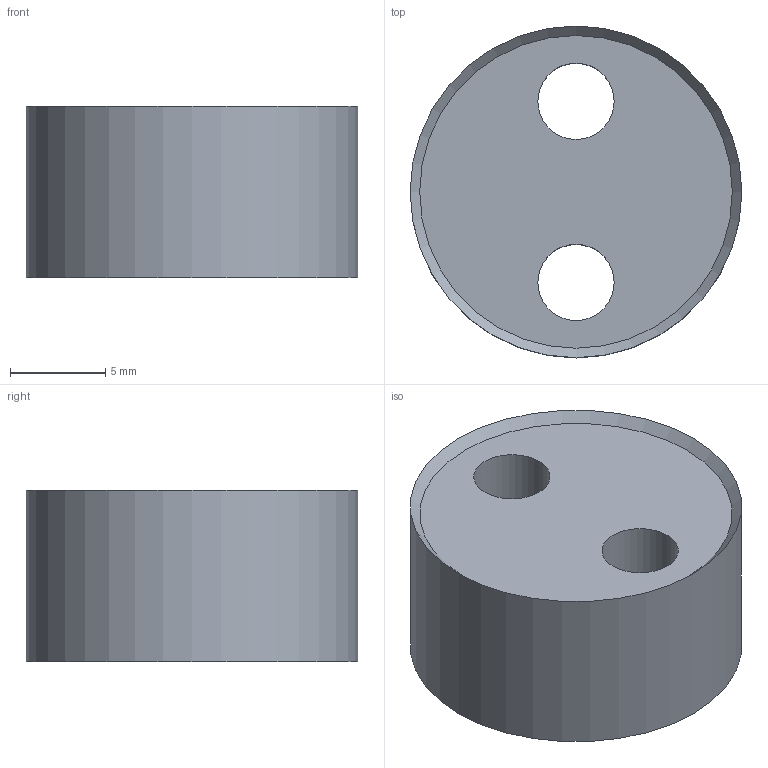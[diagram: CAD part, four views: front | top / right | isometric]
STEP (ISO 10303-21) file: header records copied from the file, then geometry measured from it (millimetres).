
FILE_DESCRIPTION(/* description */ ('Mehrfachdichteinsatz für Euro-Top D= 17,4mm; 2x4,0'),/* implementation_level */ '2;1');
FILE_NAME(/* name */ '05616240-RST.stp',/* time_stamp */ '2020-10-06T12:09:05+02:00',/* author */ ('sl'),/* organization */ (''),/* preprocessor_version */ 'ST-DEVELOPER v16.5',/* originating_system */ 'Autodesk Inventor 2017',/* authorisation */ '');
FILE_SCHEMA (('AUTOMOTIVE_DESIGN { 1 0 10303 214 3 1 1 }'));
Length unit declared in the file: millimetre
Products named in the file (1): 05616240
Bounding box: 17.4 x 17.4 x 9 mm (x, y, z)
Volume: 1814.3 mm3; surface area: 1141.9 mm2
Topology: 1 solids, 1 shells, 6 faces, 11 edges, 7 vertices
Faces by surface type: cylinder 3, plane 2, cone 1
Full cylindrical faces by diameter (mm): 4 x2, 17.4 x1
Entity records: 172 total; most frequent: DIRECTION 28, CARTESIAN_POINT 21, EDGE_LOOP 14, ORIENTED_EDGE 14, AXIS2_PLACEMENT_3D 14, FACE_BOUND 8, CIRCLE 7, VERTEX_POINT 7
